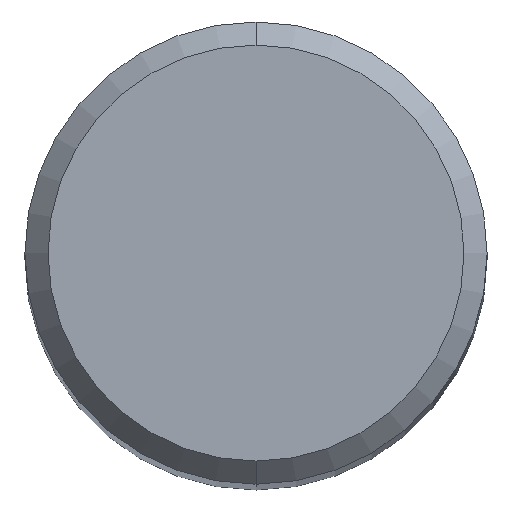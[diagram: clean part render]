
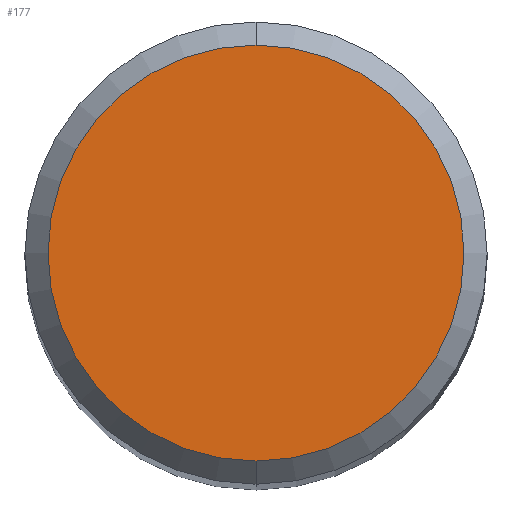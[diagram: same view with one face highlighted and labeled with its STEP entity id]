
A CAD part, top view. The second image highlights one B-rep face of the part: STEP entity #177.
In plain terms, the highlighted planar face has unit normal (0, 0, 1).
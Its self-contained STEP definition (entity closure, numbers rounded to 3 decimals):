
#177=ADVANCED_FACE('',(#369),#370,.T.);
#217=VERTEX_POINT('',#419);
#221=EDGE_CURVE('',#217,#259,#423,.T.);
#257=EDGE_CURVE('',#259,#217,#462,.T.);
#259=VERTEX_POINT('',#464);
#369=FACE_OUTER_BOUND('',#585,.T.);
#370=PLANE('',#586);
#419=CARTESIAN_POINT('',(0.,-3.6,0.0));
#423=CIRCLE('',#650,3.6);
#462=CIRCLE('',#701,3.6);
#464=CARTESIAN_POINT('',(0.0,3.6,0.0));
#585=EDGE_LOOP('',(#824,#825));
#586=AXIS2_PLACEMENT_3D('',#826,#827,#828);
#650=AXIS2_PLACEMENT_3D('',#910,#911,#912);
#701=AXIS2_PLACEMENT_3D('',#960,#961,#962);
#824=ORIENTED_EDGE('',*,*,#257,.F.);
#825=ORIENTED_EDGE('',*,*,#221,.F.);
#826=CARTESIAN_POINT('',(0.0,1.8,0.0));
#827=DIRECTION('',(-0.0,0.0,1.0));
#828=DIRECTION('',(0.0,-1.0,0.0));
#910=CARTESIAN_POINT('',(0.0,0.0,0.0));
#911=DIRECTION('',(0.0,0.0,-1.0));
#912=DIRECTION('',(0.0,1.0,0.0));
#960=CARTESIAN_POINT('',(0.0,0.0,0.0));
#961=DIRECTION('',(0.0,0.0,-1.0));
#962=DIRECTION('',(0.0,1.0,0.0));
